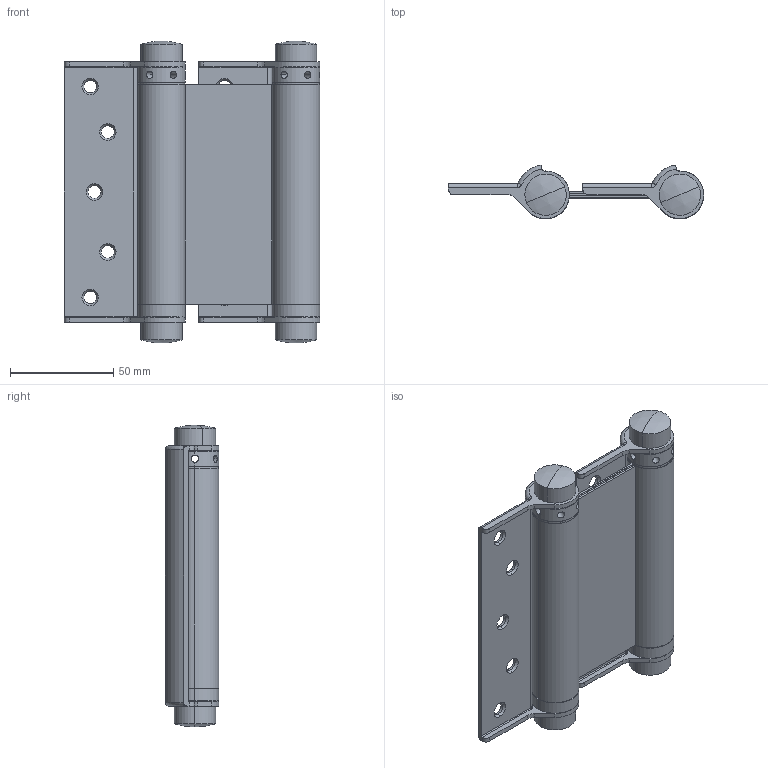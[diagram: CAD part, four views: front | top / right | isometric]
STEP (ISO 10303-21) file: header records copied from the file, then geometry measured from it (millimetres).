
FILE_DESCRIPTION (( 'STEP AP214' ), '1' );
FILE_NAME ('Pendeltürband Nr. 33.STEP', '2011-01-28T11:02:27', ( 'Anwender' ), ( '' ), 'SwSTEP 2.0', 'SolidWorks 2010', '' );
FILE_SCHEMA (( 'AUTOMOTIVE_DESIGN' ));
Length unit declared in the file: millimetre
Products named in the file (7): Deckel; Kunststoffscheibe; Büchse 33; Fluegel 33; Stellring; Pendeltürband Nr. 33; Distanzring
Assembly tree (13 placements, depth 2):
  Pendeltürband Nr. 33
    Deckel  x4
    Fluegel 33  x2
    Kunststoffscheibe  x2
    Distanzring  x2
    Stellring  x2
    Büchse 33
Bounding box: 123.5 x 25.86 x 146 mm (x, y, z)
Volume: 79712.3 mm3; surface area: 98965.6 mm2
Topology: 13 solids, 13 shells, 226 faces, 564 edges, 356 vertices
Faces by surface type: cylinder 132, plane 50, cone 20, torus 16, sphere 8
Entity records: 4689 total; most frequent: CARTESIAN_POINT 1308, DIRECTION 699, ORIENTED_EDGE 614, EDGE_CURVE 307, AXIS2_PLACEMENT_3D 282, VERTEX_POINT 195, EDGE_LOOP 148, CIRCLE 146
